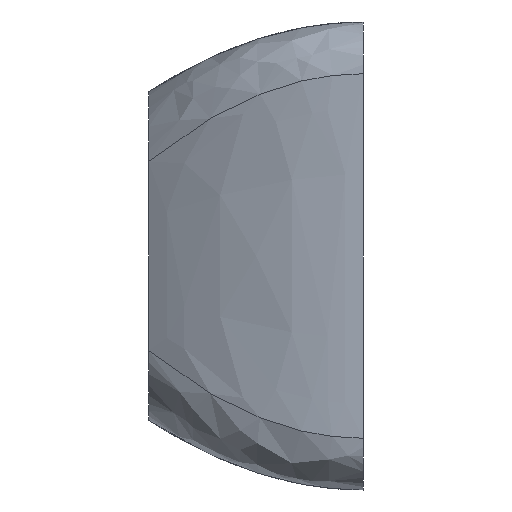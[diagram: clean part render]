
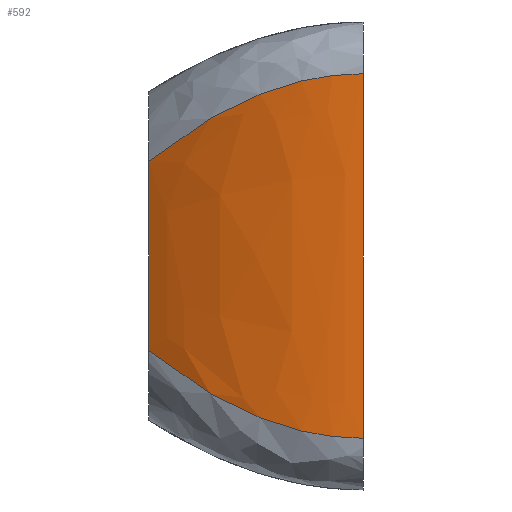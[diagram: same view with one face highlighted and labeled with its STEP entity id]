
A CAD part, left-side view. The second image highlights one B-rep face of the part: STEP entity #592.
In plain terms, the highlighted free-form (B-spline) face has degree [3, 3] with [4, 4] control points.
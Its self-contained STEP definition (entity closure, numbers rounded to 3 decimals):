
#32=LINE('',#1375,#77);
#36=LINE('',#1392,#81);
#77=VECTOR('',#668,10.);
#81=VECTOR('',#682,10.);
#132=B_SPLINE_SURFACE_WITH_KNOTS('',3,3,((#1490,#1491,#1492,#1493),(#1494,
#1495,#1496,#1497),(#1498,#1499,#1500,#1501),(#1502,#1503,#1504,#1505)),
 .UNSPECIFIED.,.F.,.F.,.F.,(4,4),(4,4),(0.,1.),(0.,1.),.UNSPECIFIED.);
#151=FACE_OUTER_BOUND('',#187,.T.);
#187=EDGE_LOOP('',(#465,#466,#467,#468));
#236=B_SPLINE_CURVE_WITH_KNOTS('',3,(#1486,#1487,#1488,#1489),
 .UNSPECIFIED.,.F.,.F.,(4,4),(0.,1.),.UNSPECIFIED.);
#237=B_SPLINE_CURVE_WITH_KNOTS('',3,(#1506,#1507,#1508,#1509),
 .UNSPECIFIED.,.F.,.F.,(4,4),(0.,1.),.UNSPECIFIED.);
#260=VERTEX_POINT('',#1372);
#261=VERTEX_POINT('',#1374);
#268=VERTEX_POINT('',#1389);
#269=VERTEX_POINT('',#1391);
#326=EDGE_CURVE('',#261,#260,#32,.T.);
#334=EDGE_CURVE('',#268,#269,#36,.T.);
#342=EDGE_CURVE('',#268,#261,#236,.T.);
#343=EDGE_CURVE('',#269,#260,#237,.T.);
#465=ORIENTED_EDGE('',*,*,#334,.F.);
#466=ORIENTED_EDGE('',*,*,#342,.T.);
#467=ORIENTED_EDGE('',*,*,#326,.T.);
#468=ORIENTED_EDGE('',*,*,#343,.F.);
#592=ADVANCED_FACE('',(#151),#132,.F.);
#668=DIRECTION('',(0.,0.,1.));
#682=DIRECTION('',(0.,0.,1.));
#1372=CARTESIAN_POINT('',(0.,0.,16.1));
#1374=CARTESIAN_POINT('',(0.,0.,2.));
#1375=CARTESIAN_POINT('',(0.,0.,16.1));
#1389=CARTESIAN_POINT('',(2.7,8.3,5.4));
#1391=CARTESIAN_POINT('',(2.7,8.3,12.7));
#1392=CARTESIAN_POINT('',(2.7,8.3,12.7));
#1486=CARTESIAN_POINT('Ctrl Pts',(2.7,8.3,5.4));
#1487=CARTESIAN_POINT('Ctrl Pts',(0.9,5.533,3.133));
#1488=CARTESIAN_POINT('Ctrl Pts',(0.,2.767,2.));
#1489=CARTESIAN_POINT('Ctrl Pts',(0.,0.,2.));
#1490=CARTESIAN_POINT('Ctrl Pts',(2.7,8.3,5.4));
#1491=CARTESIAN_POINT('Ctrl Pts',(0.9,5.533,3.133));
#1492=CARTESIAN_POINT('Ctrl Pts',(0.,2.767,2.));
#1493=CARTESIAN_POINT('Ctrl Pts',(0.,0.,2.));
#1494=CARTESIAN_POINT('Ctrl Pts',(2.7,8.3,6.814));
#1495=CARTESIAN_POINT('Ctrl Pts',(0.939,5.533,4.764));
#1496=CARTESIAN_POINT('Ctrl Pts',(0.,2.767,
3.047));
#1497=CARTESIAN_POINT('Ctrl Pts',(0.,0.,3.047));
#1498=CARTESIAN_POINT('Ctrl Pts',(2.7,8.3,11.286));
#1499=CARTESIAN_POINT('Ctrl Pts',(0.939,5.533,13.336));
#1500=CARTESIAN_POINT('Ctrl Pts',(0.,2.767,
15.053));
#1501=CARTESIAN_POINT('Ctrl Pts',(0.,0.,15.053));
#1502=CARTESIAN_POINT('Ctrl Pts',(2.7,8.3,12.7));
#1503=CARTESIAN_POINT('Ctrl Pts',(0.9,5.533,14.967));
#1504=CARTESIAN_POINT('Ctrl Pts',(0.,2.767,
16.1));
#1505=CARTESIAN_POINT('Ctrl Pts',(0.,0.,16.1));
#1506=CARTESIAN_POINT('Ctrl Pts',(2.7,8.3,12.7));
#1507=CARTESIAN_POINT('Ctrl Pts',(0.9,5.533,14.967));
#1508=CARTESIAN_POINT('Ctrl Pts',(0.,2.767,
16.1));
#1509=CARTESIAN_POINT('Ctrl Pts',(0.,0.,16.1));
